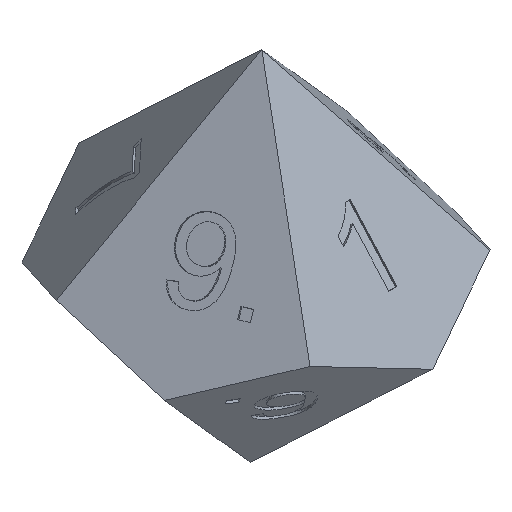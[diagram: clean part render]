
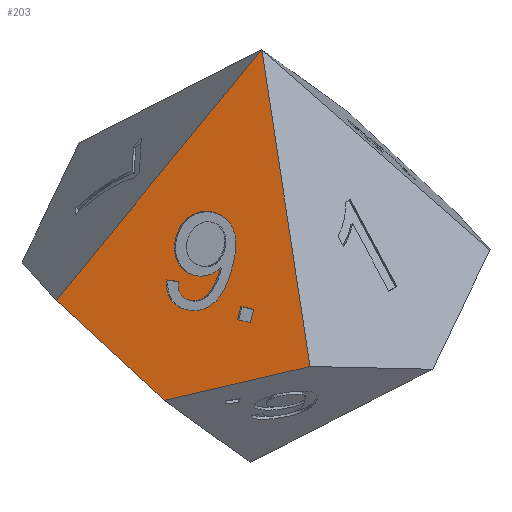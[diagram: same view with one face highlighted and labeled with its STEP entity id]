
A CAD part, isometric view. The second image highlights one B-rep face of the part: STEP entity #203.
In plain terms, the highlighted planar face has unit normal (-0.698, -0.299, 0.651).
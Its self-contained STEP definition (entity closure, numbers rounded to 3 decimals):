
#27=CARTESIAN_POINT('',(-86.447,-15.011,6.524));
#28=DIRECTION('',(-0.698,-0.299,0.651));
#29=DIRECTION('',(0.673,0.037,0.739));
#30=AXIS2_PLACEMENT_3D('',#27,#28,#29);
#31=PLANE('',#30);
#32=CARTESIAN_POINT('',(-73.216,-10.943,22.577));
#33=VERTEX_POINT('',#32);
#34=CARTESIAN_POINT('',(-72.66,-10.801,23.24));
#35=VERTEX_POINT('',#34);
#36=CARTESIAN_POINT('',(-73.216,-10.943,22.577));
#37=CARTESIAN_POINT('',(-73.045,-10.936,22.764));
#38=CARTESIAN_POINT('',(-72.884,-10.9,22.953));
#39=CARTESIAN_POINT('',(-72.732,-10.835,23.147));
#40=CARTESIAN_POINT('',(-72.715,-10.828,23.167));
#41=CARTESIAN_POINT('',(-72.691,-10.817,23.198));
#42=CARTESIAN_POINT('',(-72.66,-10.801,23.24));
#43=B_SPLINE_CURVE_WITH_KNOTS('',3,(#36,#37,#38,#39,#40,#41,#42),.UNSPECIFIED.,.F.,.F.,(4,3,4),(0.353,0.419,0.426),.UNSPECIFIED.);
#44=EDGE_CURVE('',#33,#35,#43,.T.);
#45=ORIENTED_EDGE('',*,*,#44,.T.);
#46=CARTESIAN_POINT('',(-71.51,-10.748,24.496));
#47=VERTEX_POINT('',#46);
#48=CARTESIAN_POINT('',(-72.66,-10.801,23.24));
#49=CARTESIAN_POINT('',(-72.825,-10.738,23.091));
#50=CARTESIAN_POINT('',(-72.986,-10.625,22.971));
#51=CARTESIAN_POINT('',(-73.142,-10.46,22.879));
#52=CARTESIAN_POINT('',(-73.298,-10.296,22.786));
#53=CARTESIAN_POINT('',(-73.425,-10.1,22.74));
#54=CARTESIAN_POINT('',(-73.523,-9.873,22.74));
#55=CARTESIAN_POINT('',(-73.685,-9.492,22.74));
#56=CARTESIAN_POINT('',(-73.733,-9.132,22.854));
#57=CARTESIAN_POINT('',(-73.667,-8.792,23.082));
#58=CARTESIAN_POINT('',(-73.6,-8.452,23.31));
#59=CARTESIAN_POINT('',(-73.42,-8.219,23.61));
#60=CARTESIAN_POINT('',(-73.126,-8.094,23.982));
#61=CARTESIAN_POINT('',(-72.823,-7.964,24.367));
#62=CARTESIAN_POINT('',(-72.52,-7.997,24.677));
#63=CARTESIAN_POINT('',(-72.217,-8.192,24.911));
#64=CARTESIAN_POINT('',(-71.915,-8.388,25.146));
#65=CARTESIAN_POINT('',(-71.675,-8.692,25.263));
#66=CARTESIAN_POINT('',(-71.498,-9.106,25.263));
#67=CARTESIAN_POINT('',(-71.37,-9.405,25.263));
#68=CARTESIAN_POINT('',(-71.306,-9.7,25.197));
#69=CARTESIAN_POINT('',(-71.304,-9.992,25.064));
#70=CARTESIAN_POINT('',(-71.303,-10.285,24.931));
#71=CARTESIAN_POINT('',(-71.372,-10.537,24.742));
#72=CARTESIAN_POINT('',(-71.51,-10.748,24.496));
#73=B_SPLINE_CURVE_WITH_KNOTS('',3,(#48,#49,#50,#51,#52,#53,#54,#55,#56,#57,#58,#59,#60,#61,#62,#63,#64,#65,#66,#67,#68,#69,#70,#71,#72),.UNSPECIFIED.,.F.,.F.,(4,3,3,3,3,3,3,3,4),(0.426,0.456,0.486,0.536,0.586,0.638,0.689,0.727,0.764),.UNSPECIFIED.);
#74=EDGE_CURVE('',#35,#47,#73,.T.);
#75=ORIENTED_EDGE('',*,*,#74,.T.);
#76=CARTESIAN_POINT('',(-74.391,-8.735,22.331));
#77=VERTEX_POINT('',#76);
#78=CARTESIAN_POINT('',(-71.51,-10.748,24.496));
#79=CARTESIAN_POINT('',(-71.649,-10.96,24.25));
#80=CARTESIAN_POINT('',(-71.902,-11.144,23.894));
#81=CARTESIAN_POINT('',(-72.269,-11.301,23.429));
#82=CARTESIAN_POINT('',(-72.651,-11.465,22.944));
#83=CARTESIAN_POINT('',(-72.983,-11.531,22.558));
#84=CARTESIAN_POINT('',(-73.264,-11.501,22.271));
#85=CARTESIAN_POINT('',(-73.545,-11.47,21.983));
#86=CARTESIAN_POINT('',(-73.798,-11.354,21.765));
#87=CARTESIAN_POINT('',(-74.024,-11.153,21.615));
#88=CARTESIAN_POINT('',(-74.25,-10.952,21.465));
#89=CARTESIAN_POINT('',(-74.436,-10.682,21.39));
#90=CARTESIAN_POINT('',(-74.58,-10.344,21.39));
#91=CARTESIAN_POINT('',(-74.734,-9.985,21.39));
#92=CARTESIAN_POINT('',(-74.795,-9.664,21.472));
#93=CARTESIAN_POINT('',(-74.763,-9.38,21.637));
#94=CARTESIAN_POINT('',(-74.73,-9.097,21.801));
#95=CARTESIAN_POINT('',(-74.606,-8.882,22.033));
#96=CARTESIAN_POINT('',(-74.391,-8.735,22.331));
#97=B_SPLINE_CURVE_WITH_KNOTS('',3,(#78,#79,#80,#81,#82,#83,#84,#85,#86,#87,#88,#89,#90,#91,#92,#93,#94,#95,#96),.UNSPECIFIED.,.F.,.F.,(4,3,3,3,3,3,4),(0.764,0.801,0.84,0.879,0.918,0.959,1.),.UNSPECIFIED.);
#98=EDGE_CURVE('',#47,#77,#97,.T.);
#99=ORIENTED_EDGE('',*,*,#98,.T.);
#100=CARTESIAN_POINT('',(-74.126,-9.263,22.373));
#101=VERTEX_POINT('',#100);
#102=CARTESIAN_POINT('',(-74.391,-8.735,22.331));
#103=DIRECTION('',(0.447,-0.892,0.07));
#104=VECTOR('',#103,0.592);
#105=LINE('',#102,#104);
#106=EDGE_CURVE('',#77,#101,#105,.T.);
#107=ORIENTED_EDGE('',*,*,#106,.T.);
#108=CARTESIAN_POINT('',(-73.656,-10.883,22.134));
#109=VERTEX_POINT('',#108);
#110=CARTESIAN_POINT('',(-74.126,-9.263,22.373));
#111=CARTESIAN_POINT('',(-74.272,-9.38,22.162));
#112=CARTESIAN_POINT('',(-74.355,-9.52,22.01));
#113=CARTESIAN_POINT('',(-74.374,-9.681,21.915));
#114=CARTESIAN_POINT('',(-74.394,-9.843,21.82));
#115=CARTESIAN_POINT('',(-74.36,-10.025,21.773));
#116=CARTESIAN_POINT('',(-74.273,-10.227,21.773));
#117=CARTESIAN_POINT('',(-74.199,-10.401,21.773));
#118=CARTESIAN_POINT('',(-74.108,-10.542,21.805));
#119=CARTESIAN_POINT('',(-74.001,-10.65,21.871));
#120=CARTESIAN_POINT('',(-73.893,-10.759,21.936));
#121=CARTESIAN_POINT('',(-73.778,-10.836,22.024));
#122=CARTESIAN_POINT('',(-73.656,-10.883,22.134));
#123=B_SPLINE_CURVE_WITH_KNOTS('',3,(#110,#111,#112,#113,#114,#115,#116,#117,#118,#119,#120,#121,#122),.UNSPECIFIED.,.F.,.F.,(4,3,3,3,4),(0.,0.077,0.155,0.221,0.287),.UNSPECIFIED.);
#124=EDGE_CURVE('',#101,#109,#123,.T.);
#125=ORIENTED_EDGE('',*,*,#124,.T.);
#126=CARTESIAN_POINT('',(-73.656,-10.883,22.134));
#127=CARTESIAN_POINT('',(-73.534,-10.929,22.243));
#128=CARTESIAN_POINT('',(-73.387,-10.949,22.391));
#129=CARTESIAN_POINT('',(-73.216,-10.943,22.577));
#130=B_SPLINE_CURVE_WITH_KNOTS('',3,(#126,#127,#128,#129),.UNSPECIFIED.,.F.,.F.,(4,4),(0.287,0.353),.UNSPECIFIED.);
#131=EDGE_CURVE('',#109,#33,#130,.T.);
#132=ORIENTED_EDGE('',*,*,#131,.T.);
#133=EDGE_LOOP('',(#45,#75,#99,#107,#125,#132));
#134=FACE_BOUND('',#133,.T.);
#135=CARTESIAN_POINT('',(-77.88,-4.326,20.615));
#136=VERTEX_POINT('',#135);
#137=CARTESIAN_POINT('',(-77.395,-11.568,17.81));
#138=VERTEX_POINT('',#137);
#139=CARTESIAN_POINT('',(-77.88,-4.326,20.615));
#140=DIRECTION('',(0.062,-0.931,-0.36));
#141=VECTOR('',#140,7.782);
#142=LINE('',#139,#141);
#143=EDGE_CURVE('',#136,#138,#142,.T.);
#144=ORIENTED_EDGE('',*,*,#143,.T.);
#145=CARTESIAN_POINT('',(-72.637,-17.185,20.333));
#146=VERTEX_POINT('',#145);
#147=CARTESIAN_POINT('',(-77.395,-11.568,17.81));
#148=DIRECTION('',(0.611,-0.722,0.324));
#149=VECTOR('',#148,7.782);
#150=LINE('',#147,#149);
#151=EDGE_CURVE('',#138,#146,#150,.T.);
#152=ORIENTED_EDGE('',*,*,#151,.T.);
#153=CARTESIAN_POINT('',(-66.207,-7.312,31.76));
#154=VERTEX_POINT('',#153);
#155=CARTESIAN_POINT('',(-66.207,-7.312,31.76));
#156=DIRECTION('',(-0.392,-0.602,-0.696));
#157=VECTOR('',#156,16.413);
#158=LINE('',#155,#157);
#159=EDGE_CURVE('',#154,#146,#158,.T.);
#160=ORIENTED_EDGE('',*,*,#159,.F.);
#161=CARTESIAN_POINT('',(-66.207,-7.312,31.76));
#162=DIRECTION('',(-0.711,0.182,-0.679));
#163=VECTOR('',#162,16.413);
#164=LINE('',#161,#163);
#165=EDGE_CURVE('',#154,#136,#164,.T.);
#166=ORIENTED_EDGE('',*,*,#165,.T.);
#167=EDGE_LOOP('',(#144,#152,#160,#166));
#168=FACE_BOUND('',#167,.T.);
#169=CARTESIAN_POINT('',(-72.762,-13.295,21.985));
#170=VERTEX_POINT('',#169);
#171=CARTESIAN_POINT('',(-73.18,-13.474,21.454));
#172=VERTEX_POINT('',#171);
#173=CARTESIAN_POINT('',(-72.762,-13.295,21.985));
#174=DIRECTION('',(-0.598,-0.256,-0.759));
#175=VECTOR('',#174,0.699);
#176=LINE('',#173,#175);
#177=EDGE_CURVE('',#170,#172,#176,.T.);
#178=ORIENTED_EDGE('',*,*,#177,.T.);
#179=CARTESIAN_POINT('',(-73.455,-12.832,21.454));
#180=VERTEX_POINT('',#179);
#181=CARTESIAN_POINT('',(-73.18,-13.474,21.454));
#182=DIRECTION('',(-0.394,0.919,0.));
#183=VECTOR('',#182,0.699);
#184=LINE('',#181,#183);
#185=EDGE_CURVE('',#172,#180,#184,.T.);
#186=ORIENTED_EDGE('',*,*,#185,.T.);
#187=CARTESIAN_POINT('',(-73.037,-12.653,21.985));
#188=VERTEX_POINT('',#187);
#189=CARTESIAN_POINT('',(-73.455,-12.832,21.454));
#190=DIRECTION('',(0.598,0.256,0.759));
#191=VECTOR('',#190,0.699);
#192=LINE('',#189,#191);
#193=EDGE_CURVE('',#180,#188,#192,.T.);
#194=ORIENTED_EDGE('',*,*,#193,.T.);
#195=CARTESIAN_POINT('',(-73.037,-12.653,21.985));
#196=DIRECTION('',(0.394,-0.919,0.));
#197=VECTOR('',#196,0.699);
#198=LINE('',#195,#197);
#199=EDGE_CURVE('',#188,#170,#198,.T.);
#200=ORIENTED_EDGE('',*,*,#199,.T.);
#201=EDGE_LOOP('',(#178,#186,#194,#200));
#202=FACE_BOUND('',#201,.T.);
#203=ADVANCED_FACE('',(#134,#168,#202),#31,.T.);
